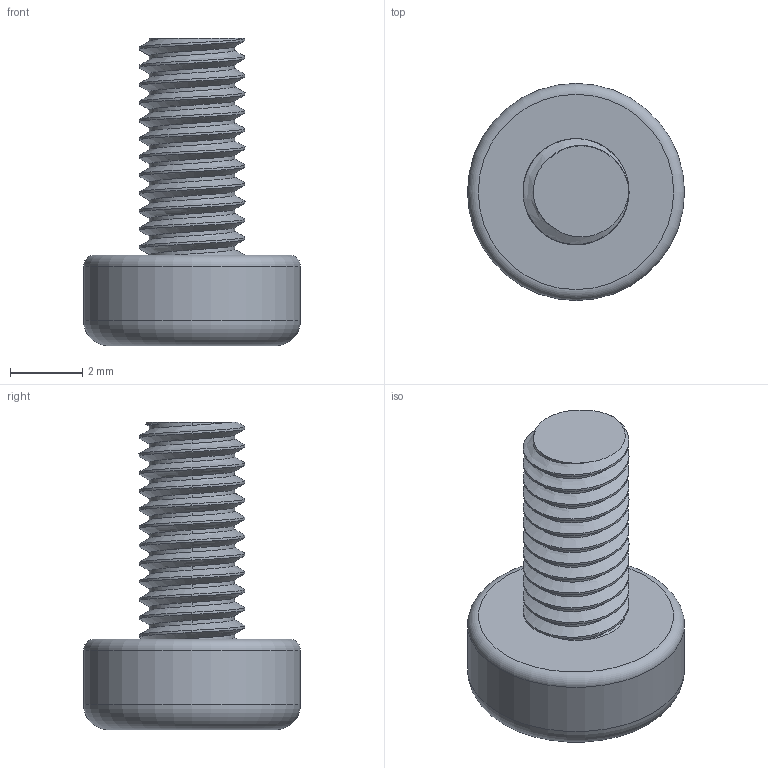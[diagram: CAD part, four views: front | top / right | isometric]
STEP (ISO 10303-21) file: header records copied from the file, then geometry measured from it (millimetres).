
FILE_DESCRIPTION(/* description */ (''),/* implementation_level */ '2;1');
FILE_NAME(/* name */ 'M3-0.5x6mm_Machine_Screw.step',/* time_stamp */ '2020-04-26T15:50:00-05:00',/* author */ ('pbartekMQ8AL'),/* organization */ (''),/* preprocessor_version */ 'ST-DEVELOPER v17.2',/* originating_system */ 'Autodesk Translation Framework v7.6.0.251',/* authorisation */ '');
FILE_SCHEMA (('AUTOMOTIVE_DESIGN { 1 0 10303 214 3 1 1 }'));
Length unit declared in the file: millimetre
Products named in the file (1): M3-0.5x6mm_Machine_Screw
Bounding box: 6 x 6 x 8.5 mm (x, y, z)
Volume: 95.9 mm3; surface area: 188.8 mm2
Topology: 1 solids, 1 shells, 53 faces, 149 edges, 100 vertices
Faces by surface type: cylinder 32, plane 16, bspline 3, torus 2
Full cylindrical faces by diameter (mm): 2.356 x12, 2.927 x11, 6 x1
Entity records: 3330 total; most frequent: CARTESIAN_POINT 2024, ORIENTED_EDGE 298, DIRECTION 216, EDGE_CURVE 149, VERTEX_POINT 100, AXIS2_PLACEMENT_3D 75, LINE 66, VECTOR 66
